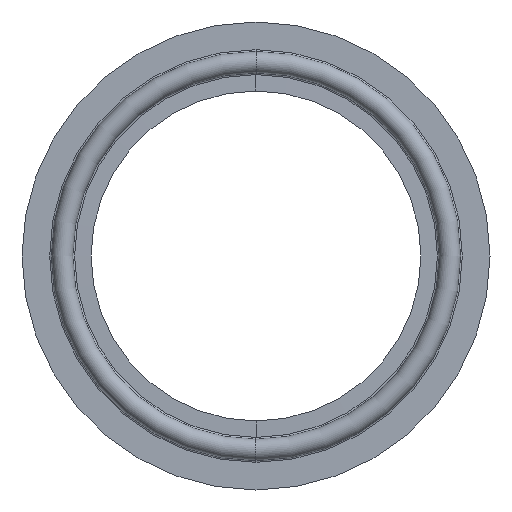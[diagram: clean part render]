
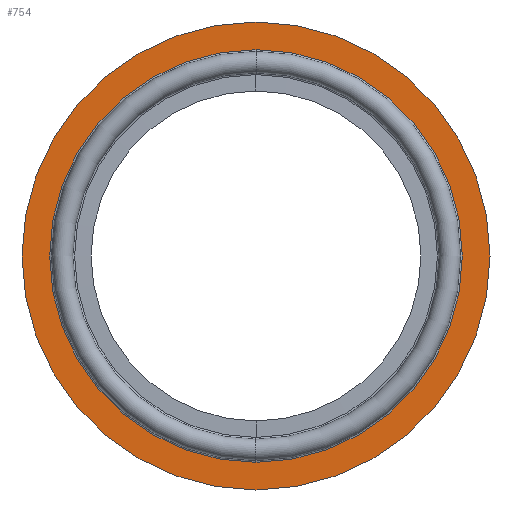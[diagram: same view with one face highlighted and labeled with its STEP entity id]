
A CAD part, left-side view. The second image highlights one B-rep face of the part: STEP entity #754.
In plain terms, the highlighted planar face has unit normal (-1, 0, 0).
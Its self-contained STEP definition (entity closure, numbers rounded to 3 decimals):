
#2 = EDGE_CURVE ( 'NONE', #800, #53, #857, .T. ) ;
#11 = CARTESIAN_POINT ( 'NONE',  ( -0.9, 0., 26.25 ) ) ;
#53 = VERTEX_POINT ( 'NONE', #617 ) ;
#57 = DIRECTION ( 'NONE',  ( -1., 0., 0. ) ) ;
#90 = AXIS2_PLACEMENT_3D ( 'NONE', #604, #454, #599 ) ;
#98 = EDGE_CURVE ( 'NONE', #876, #546, #266, .T. ) ;
#110 = FACE_OUTER_BOUND ( 'NONE', #813, .T. ) ;
#117 = DIRECTION ( 'NONE',  ( 0., 0., 1. ) ) ;
#148 = CIRCLE ( 'NONE', #90, 23.146 ) ;
#237 = CARTESIAN_POINT ( 'NONE',  ( -0.9, 0., 23.146 ) ) ;
#257 = DIRECTION ( 'NONE',  ( 0., 0., 1. ) ) ;
#266 = CIRCLE ( 'NONE', #622, 26.25 ) ;
#285 = CARTESIAN_POINT ( 'NONE',  ( -0.9, 0., 0. ) ) ;
#300 = ORIENTED_EDGE ( 'NONE', *, *, #98, .T. ) ;
#328 = AXIS2_PLACEMENT_3D ( 'NONE', #810, #398, #887 ) ;
#331 = AXIS2_PLACEMENT_3D ( 'NONE', #827, #346, #845 ) ;
#346 = DIRECTION ( 'NONE',  ( -1., 0., 0. ) ) ;
#354 = ORIENTED_EDGE ( 'NONE', *, *, #2, .F. ) ;
#398 = DIRECTION ( 'NONE',  ( 1., 0., 0. ) ) ;
#454 = DIRECTION ( 'NONE',  ( -1., 0., 0. ) ) ;
#471 = EDGE_CURVE ( 'NONE', #546, #876, #729, .T. ) ;
#485 = DIRECTION ( 'NONE',  ( -1., 0., 0. ) ) ;
#523 = ORIENTED_EDGE ( 'NONE', *, *, #471, .T. ) ;
#536 = PLANE ( 'NONE',  #328 ) ;
#546 = VERTEX_POINT ( 'NONE', #11 ) ;
#554 = CARTESIAN_POINT ( 'NONE',  ( -0.9, 0., -26.25 ) ) ;
#580 = AXIS2_PLACEMENT_3D ( 'NONE', #285, #485, #257 ) ;
#599 = DIRECTION ( 'NONE',  ( 0., 0., 1. ) ) ;
#604 = CARTESIAN_POINT ( 'NONE',  ( -0.9, 0., 0. ) ) ;
#617 = CARTESIAN_POINT ( 'NONE',  ( -0.9, 0., -23.146 ) ) ;
#622 = AXIS2_PLACEMENT_3D ( 'NONE', #751, #57, #117 ) ;
#658 = FACE_BOUND ( 'NONE', #734, .T. ) ;
#729 = CIRCLE ( 'NONE', #331, 26.25 ) ;
#734 = EDGE_LOOP ( 'NONE', ( #354, #819 ) ) ;
#741 = EDGE_CURVE ( 'NONE', #53, #800, #148, .T. ) ;
#751 = CARTESIAN_POINT ( 'NONE',  ( -0.9, 0., 0. ) ) ;
#754 = ADVANCED_FACE ( 'NONE', ( #658, #110 ), #536, .F. ) ;
#800 = VERTEX_POINT ( 'NONE', #237 ) ;
#810 = CARTESIAN_POINT ( 'NONE',  ( -0.9, 23.146, 0. ) ) ;
#813 = EDGE_LOOP ( 'NONE', ( #523, #300 ) ) ;
#819 = ORIENTED_EDGE ( 'NONE', *, *, #741, .F. ) ;
#827 = CARTESIAN_POINT ( 'NONE',  ( -0.9, 0., 0. ) ) ;
#845 = DIRECTION ( 'NONE',  ( 0., 0., 1. ) ) ;
#857 = CIRCLE ( 'NONE', #580, 23.146 ) ;
#876 = VERTEX_POINT ( 'NONE', #554 ) ;
#887 = DIRECTION ( 'NONE',  ( 0., 0., -1. ) ) ;
